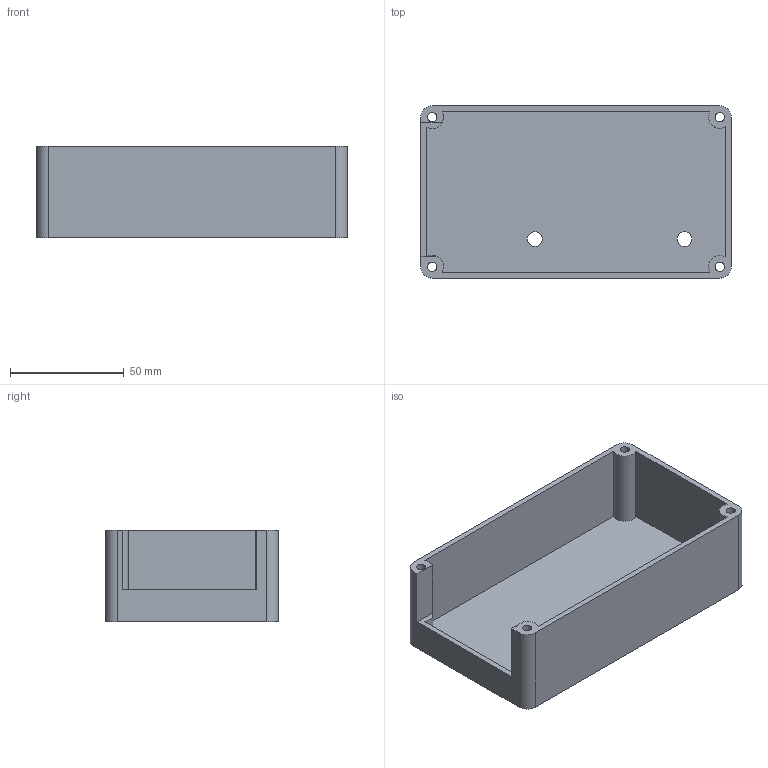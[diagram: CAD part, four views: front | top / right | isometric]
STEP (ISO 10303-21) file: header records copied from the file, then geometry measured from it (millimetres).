
FILE_DESCRIPTION(/* description */ (''),/* implementation_level */ '2;1');
FILE_NAME(/* name */ 'RPi Lid.step',/* time_stamp */ '2021-06-22T11:12:05+02:00',/* author */ (''),/* organization */ (''),/* preprocessor_version */ 'ST-DEVELOPER v18.1',/* originating_system */ 'Autodesk Translation Framework v10.9.0.1377',/* authorisation */ '');
FILE_SCHEMA (('AUTOMOTIVE_DESIGN { 1 0 10303 214 3 1 1 }'));
Length unit declared in the file: millimetre
Products named in the file (1): lid
Bounding box: 136.2 x 75.65 x 40 mm (x, y, z)
Volume: 87261.5 mm3; surface area: 50303.1 mm2
Topology: 1 solids, 1 shells, 30 faces, 84 edges, 56 vertices
Faces by surface type: plane 16, cylinder 14
Full cylindrical faces by diameter (mm): 4 x4, 6.5 x2
Entity records: 1036 total; most frequent: DIRECTION 177, CARTESIAN_POINT 171, ORIENTED_EDGE 168, EDGE_CURVE 84, AXIS2_PLACEMENT_3D 62, VERTEX_POINT 56, LINE 53, VECTOR 53
